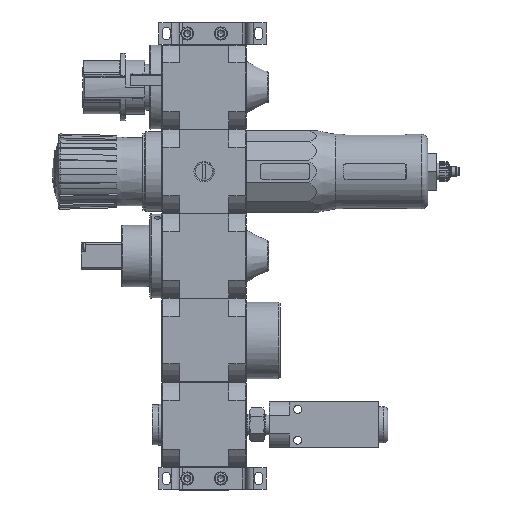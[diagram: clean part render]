
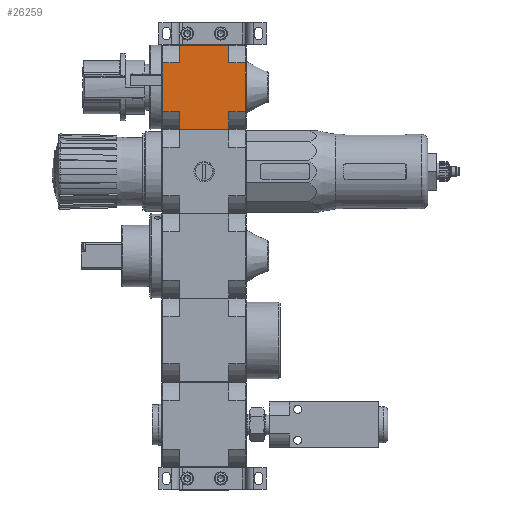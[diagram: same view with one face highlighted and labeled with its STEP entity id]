
A CAD part, left-side view. The second image highlights one B-rep face of the part: STEP entity #26259.
In plain terms, the highlighted face is planar.
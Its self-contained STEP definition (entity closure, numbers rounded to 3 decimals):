
#3871=ORIENTED_EDGE('',*,*,#10986,.T.);
#3872=ORIENTED_EDGE('',*,*,#10987,.F.);
#3873=ORIENTED_EDGE('',*,*,#10988,.T.);
#3874=ORIENTED_EDGE('',*,*,#10896,.T.);
#3875=ORIENTED_EDGE('',*,*,#10989,.F.);
#3876=ORIENTED_EDGE('',*,*,#10990,.T.);
#3877=ORIENTED_EDGE('',*,*,#10991,.F.);
#3878=ORIENTED_EDGE('',*,*,#10992,.T.);
#3879=ORIENTED_EDGE('',*,*,#10993,.F.);
#3880=ORIENTED_EDGE('',*,*,#10978,.T.);
#3881=ORIENTED_EDGE('',*,*,#10994,.T.);
#3882=ORIENTED_EDGE('',*,*,#10995,.F.);
#10896=EDGE_CURVE('',#14533,#14532,#17031,.T.);
#10978=EDGE_CURVE('',#14604,#14603,#17078,.T.);
#10986=EDGE_CURVE('',#14610,#14611,#17086,.T.);
#10987=EDGE_CURVE('',#14612,#14611,#17087,.F.);
#10988=EDGE_CURVE('',#14612,#14533,#17088,.T.);
#10989=EDGE_CURVE('',#14613,#14532,#17089,.T.);
#10990=EDGE_CURVE('',#14613,#14614,#17090,.F.);
#10991=EDGE_CURVE('',#14615,#14614,#17091,.T.);
#10992=EDGE_CURVE('',#14615,#14616,#17092,.T.);
#10993=EDGE_CURVE('',#14604,#14616,#17093,.T.);
#10994=EDGE_CURVE('',#14603,#14617,#17094,.T.);
#10995=EDGE_CURVE('',#14610,#14617,#17095,.T.);
#14532=VERTEX_POINT('',#49246);
#14533=VERTEX_POINT('',#49248);
#14603=VERTEX_POINT('',#49442);
#14604=VERTEX_POINT('',#49444);
#14610=VERTEX_POINT('',#49459);
#14611=VERTEX_POINT('',#49460);
#14612=VERTEX_POINT('',#49462);
#14613=VERTEX_POINT('',#49465);
#14614=VERTEX_POINT('',#49467);
#14615=VERTEX_POINT('',#49469);
#14616=VERTEX_POINT('',#49471);
#14617=VERTEX_POINT('',#49474);
#17031=LINE('',#49247,#19031);
#17078=LINE('',#49443,#19078);
#17086=LINE('',#49458,#19086);
#17087=LINE('',#49461,#19087);
#17088=LINE('',#49463,#19088);
#17089=LINE('',#49464,#19089);
#17090=LINE('',#49466,#19090);
#17091=LINE('',#49468,#19091);
#17092=LINE('',#49470,#19092);
#17093=LINE('',#49472,#19093);
#17094=LINE('',#49473,#19094);
#17095=LINE('',#49475,#19095);
#19031=VECTOR('',#41028,1000.);
#19078=VECTOR('',#41167,1000.);
#19086=VECTOR('',#41177,1000.);
#19087=VECTOR('',#41178,1000.);
#19088=VECTOR('',#41179,1000.);
#19089=VECTOR('',#41180,1000.);
#19090=VECTOR('',#41181,1000.);
#19091=VECTOR('',#41182,1000.);
#19092=VECTOR('',#41183,1000.);
#19093=VECTOR('',#41184,1000.);
#19094=VECTOR('',#41185,1000.);
#19095=VECTOR('',#41186,1000.);
#21063=EDGE_LOOP('',(#3871,#3872,#3873,#3874,#3875,#3876,#3877,#3878,#3879,
#3880,#3881,#3882));
#23221=FACE_BOUND('',#21063,.T.);
#25170=PLANE('',#37159);
#26259=ADVANCED_FACE('',(#23221),#25170,.T.);
#37159=AXIS2_PLACEMENT_3D('',#49457,#41175,#41176);
#41028=DIRECTION('',(0.,-1.,0.));
#41167=DIRECTION('',(0.,1.,0.));
#41175=DIRECTION('',(0.,0.,1.));
#41176=DIRECTION('',(1.,0.,0.));
#41177=DIRECTION('',(-1.,0.,0.));
#41178=DIRECTION('',(0.,-1.,0.));
#41179=DIRECTION('',(-1.,0.,0.));
#41180=DIRECTION('',(-1.,0.,0.));
#41181=DIRECTION('',(0.,1.,0.));
#41182=DIRECTION('',(-1.,0.,0.));
#41183=DIRECTION('',(0.,1.,0.));
#41184=DIRECTION('',(-1.,0.,0.));
#41185=DIRECTION('',(-1.,0.,0.));
#41186=DIRECTION('',(0.,-1.,0.));
#49246=CARTESIAN_POINT('',(-27.5,-16.,27.5));
#49247=CARTESIAN_POINT('',(-27.5,27.,27.5));
#49248=CARTESIAN_POINT('',(-27.5,16.,27.5));
#49442=CARTESIAN_POINT('',(27.5,16.,27.5));
#49443=CARTESIAN_POINT('',(27.5,-27.,27.5));
#49444=CARTESIAN_POINT('',(27.5,-16.,27.5));
#49457=CARTESIAN_POINT('',(0.,0.,27.5));
#49458=CARTESIAN_POINT('',(33.,27.,27.5));
#49459=CARTESIAN_POINT('',(15.869,27.,27.5));
#49460=CARTESIAN_POINT('',(-15.869,27.,27.5));
#49461=CARTESIAN_POINT('',(-15.869,33.,27.5));
#49462=CARTESIAN_POINT('',(-15.869,16.,27.5));
#49463=CARTESIAN_POINT('',(0.,16.,27.5));
#49464=CARTESIAN_POINT('',(0.,-16.,27.5));
#49465=CARTESIAN_POINT('',(-15.869,-16.,27.5));
#49466=CARTESIAN_POINT('',(-15.869,-33.,27.5));
#49467=CARTESIAN_POINT('',(-15.869,-27.,27.5));
#49468=CARTESIAN_POINT('',(33.,-27.,27.5));
#49469=CARTESIAN_POINT('',(15.869,-27.,27.5));
#49470=CARTESIAN_POINT('',(15.869,-33.,27.5));
#49471=CARTESIAN_POINT('',(15.869,-16.,27.5));
#49472=CARTESIAN_POINT('',(0.,-16.,27.5));
#49473=CARTESIAN_POINT('',(0.,16.,27.5));
#49474=CARTESIAN_POINT('',(15.869,16.,27.5));
#49475=CARTESIAN_POINT('',(15.869,33.,27.5));
